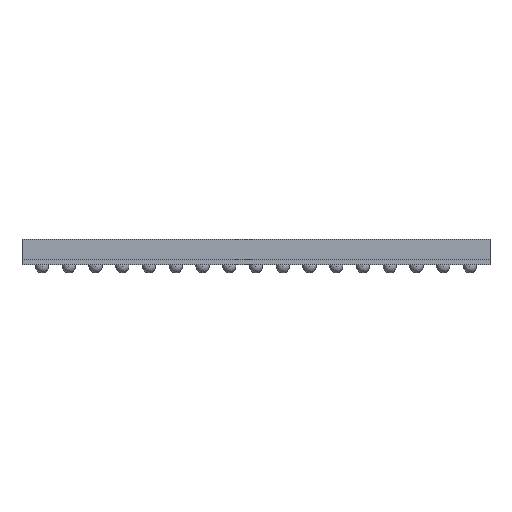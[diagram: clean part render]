
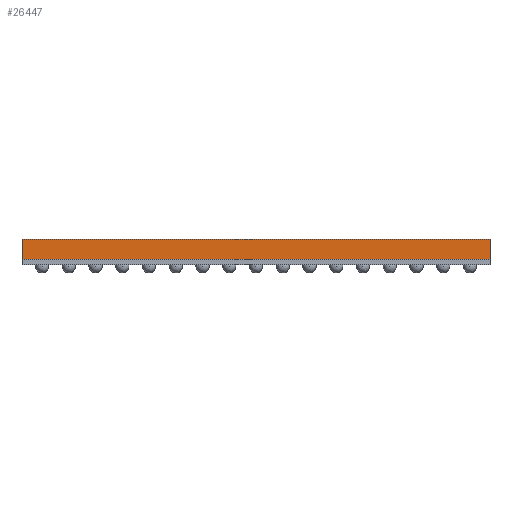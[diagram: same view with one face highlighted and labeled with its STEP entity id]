
A CAD part, front view. The second image highlights one B-rep face of the part: STEP entity #26447.
In plain terms, the highlighted planar face has unit normal (0, -1, 0).
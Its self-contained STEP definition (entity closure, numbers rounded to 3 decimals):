
#1273 = LINE ( 'NONE', #11847, #24117 ) ;
#4823 = VERTEX_POINT ( 'NONE', #6417 ) ;
#6079 = ORIENTED_EDGE ( 'NONE', *, *, #24136, .T. ) ;
#6417 = CARTESIAN_POINT ( 'NONE',  ( -7., -7., 0. ) ) ;
#6942 = VECTOR ( 'NONE', #29895, 1000. ) ;
#7245 = CARTESIAN_POINT ( 'NONE',  ( -7., -7., -0.6 ) ) ;
#8058 = DIRECTION ( 'NONE',  ( 0., 0., -1. ) ) ;
#8768 = LINE ( 'NONE', #19336, #6942 ) ;
#9036 = VERTEX_POINT ( 'NONE', #17038 ) ;
#9534 = EDGE_CURVE ( 'NONE', #18683, #4823, #1273, .T. ) ;
#9839 = LINE ( 'NONE', #20396, #25595 ) ;
#11578 = ORIENTED_EDGE ( 'NONE', *, *, #9534, .F. ) ;
#11847 = CARTESIAN_POINT ( 'NONE',  ( -7., -7., -0.6 ) ) ;
#12709 = FACE_OUTER_BOUND ( 'NONE', #26695, .T. ) ;
#14753 = ORIENTED_EDGE ( 'NONE', *, *, #30221, .F. ) ;
#16392 = VECTOR ( 'NONE', #17820, 1000. ) ;
#16931 = ORIENTED_EDGE ( 'NONE', *, *, #19909, .T. ) ;
#17038 = CARTESIAN_POINT ( 'NONE',  ( 7., -7., 0. ) ) ;
#17820 = DIRECTION ( 'NONE',  ( 1., 0., 0. ) ) ;
#18256 = AXIS2_PLACEMENT_3D ( 'NONE', #21215, #31790, #8058 ) ;
#18683 = VERTEX_POINT ( 'NONE', #24365 ) ;
#19336 = CARTESIAN_POINT ( 'NONE',  ( 7., -7., -0.6 ) ) ;
#19909 = EDGE_CURVE ( 'NONE', #33843, #9036, #8768, .T. ) ;
#20396 = CARTESIAN_POINT ( 'NONE',  ( -7., -7., 0. ) ) ;
#21215 = CARTESIAN_POINT ( 'NONE',  ( -7., -7., -0.6 ) ) ;
#22424 = DIRECTION ( 'NONE',  ( 0., 0., 1. ) ) ;
#24117 = VECTOR ( 'NONE', #22424, 1000. ) ;
#24136 = EDGE_CURVE ( 'NONE', #18683, #33843, #30994, .T. ) ;
#24365 = CARTESIAN_POINT ( 'NONE',  ( -7., -7., -0.6 ) ) ;
#25595 = VECTOR ( 'NONE', #30964, 1000. ) ;
#26215 = PLANE ( 'NONE',  #18256 ) ;
#26447 = ADVANCED_FACE ( 'NONE', ( #12709 ), #26215, .T. ) ;
#26695 = EDGE_LOOP ( 'NONE', ( #14753, #11578, #6079, #16931 ) ) ;
#27770 = CARTESIAN_POINT ( 'NONE',  ( 7., -7., -0.6 ) ) ;
#29895 = DIRECTION ( 'NONE',  ( 0., 0., 1. ) ) ;
#30221 = EDGE_CURVE ( 'NONE', #4823, #9036, #9839, .T. ) ;
#30964 = DIRECTION ( 'NONE',  ( 1., 0., 0. ) ) ;
#30994 = LINE ( 'NONE', #7245, #16392 ) ;
#31790 = DIRECTION ( 'NONE',  ( 0., -1., 0. ) ) ;
#33843 = VERTEX_POINT ( 'NONE', #27770 ) ;
